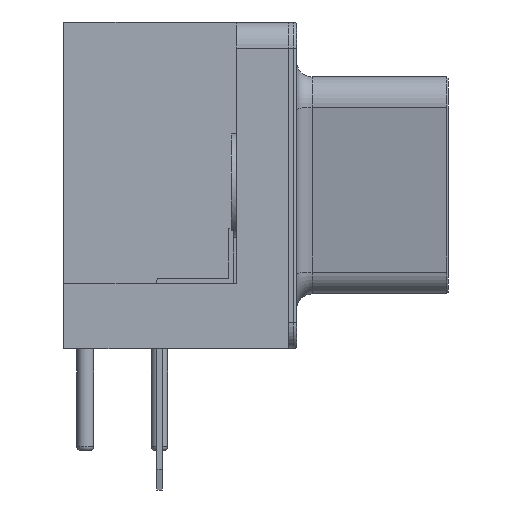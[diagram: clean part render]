
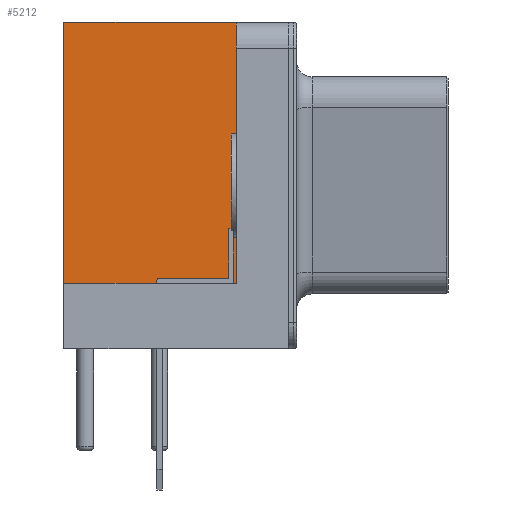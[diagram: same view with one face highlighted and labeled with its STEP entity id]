
A CAD part, left-side view. The second image highlights one B-rep face of the part: STEP entity #5212.
In plain terms, the highlighted planar face has unit normal (-1, 0, 0).
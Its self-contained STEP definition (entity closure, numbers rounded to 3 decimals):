
#4238 = VERTEX_POINT('',#4239);
#4239 = CARTESIAN_POINT('',(-4.27,0.82,12.5));
#4245 = EDGE_CURVE('',#4246,#4238,#4248,.T.);
#4246 = VERTEX_POINT('',#4247);
#4247 = CARTESIAN_POINT('',(-4.27,-5.78,12.5));
#4248 = LINE('',#4249,#4250);
#4249 = CARTESIAN_POINT('',(-4.27,-6.78,12.5));
#4250 = VECTOR('',#4251,1.);
#4251 = DIRECTION('',(0.,1.,0.));
#5186 = VERTEX_POINT('',#5187);
#5187 = CARTESIAN_POINT('',(-4.27,-5.78,2.5));
#5193 = EDGE_CURVE('',#5186,#4246,#5194,.T.);
#5194 = LINE('',#5195,#5196);
#5195 = CARTESIAN_POINT('',(-4.27,-5.78,2.5));
#5196 = VECTOR('',#5197,1.);
#5197 = DIRECTION('',(0.,0.,1.));
#5212 = ADVANCED_FACE('',(#5213),#5231,.F.);
#5213 = FACE_BOUND('',#5214,.F.);
#5214 = EDGE_LOOP('',(#5215,#5216,#5224,#5230));
#5215 = ORIENTED_EDGE('',*,*,#5193,.F.);
#5216 = ORIENTED_EDGE('',*,*,#5217,.T.);
#5217 = EDGE_CURVE('',#5186,#5218,#5220,.T.);
#5218 = VERTEX_POINT('',#5219);
#5219 = CARTESIAN_POINT('',(-4.27,0.82,2.5));
#5220 = LINE('',#5221,#5222);
#5221 = CARTESIAN_POINT('',(-4.27,-5.78,2.5));
#5222 = VECTOR('',#5223,1.);
#5223 = DIRECTION('',(-0.,1.,0.));
#5224 = ORIENTED_EDGE('',*,*,#5225,.T.);
#5225 = EDGE_CURVE('',#5218,#4238,#5226,.T.);
#5226 = LINE('',#5227,#5228);
#5227 = CARTESIAN_POINT('',(-4.27,0.82,4.375));
#5228 = VECTOR('',#5229,1.);
#5229 = DIRECTION('',(0.,0.,1.));
#5230 = ORIENTED_EDGE('',*,*,#4245,.F.);
#5231 = PLANE('',#5232);
#5232 = AXIS2_PLACEMENT_3D('',#5233,#5234,#5235);
#5233 = CARTESIAN_POINT('',(-4.27,-5.78,2.5));
#5234 = DIRECTION('',(1.,0.,0.));
#5235 = DIRECTION('',(0.,0.,1.));
